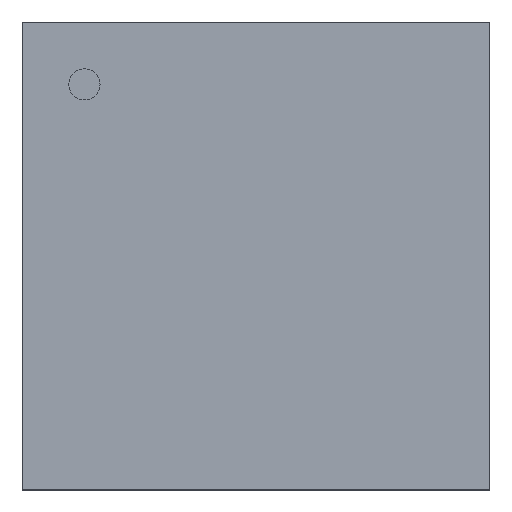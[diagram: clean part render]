
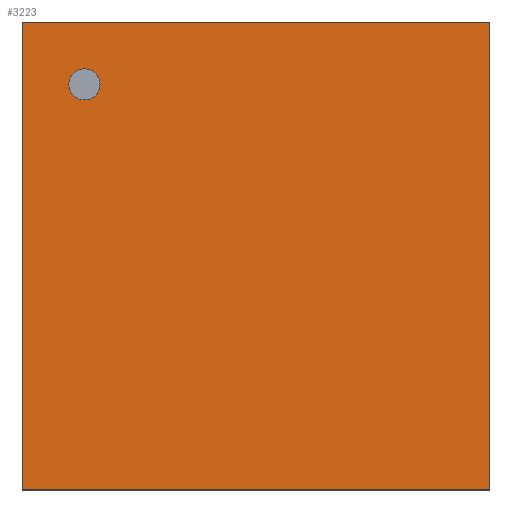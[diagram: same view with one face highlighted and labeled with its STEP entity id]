
A CAD part, top view. The second image highlights one B-rep face of the part: STEP entity #3223.
In plain terms, the highlighted planar face has unit normal (0, 0, 1).
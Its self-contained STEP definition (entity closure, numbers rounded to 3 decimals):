
#17=LINE('',#6017,#29);
#20=LINE('',#6023,#32);
#23=LINE('',#6029,#35);
#26=LINE('',#6033,#38);
#29=VECTOR('',#5147,15.);
#32=VECTOR('',#5152,15.);
#35=VECTOR('',#5157,15.);
#38=VECTOR('',#5162,15.);
#402=FACE_BOUND('',#1368,.T.);
#883=FACE_OUTER_BOUND('',#1367,.T.);
#1367=EDGE_LOOP('',(#2608,#2609,#2610,#2611));
#1368=EDGE_LOOP('',(#2612));
#1610=CIRCLE('',#3940,0.5);
#1850=VERTEX_POINT('',#6007);
#1853=VERTEX_POINT('',#6014);
#1854=VERTEX_POINT('',#6016);
#1856=VERTEX_POINT('',#6022);
#1858=VERTEX_POINT('',#6028);
#2098=EDGE_CURVE('',#1850,#1850,#1610,.T.);
#2101=EDGE_CURVE('',#1854,#1853,#17,.T.);
#2104=EDGE_CURVE('',#1856,#1854,#20,.T.);
#2107=EDGE_CURVE('',#1858,#1856,#23,.T.);
#2110=EDGE_CURVE('',#1853,#1858,#26,.T.);
#2608=ORIENTED_EDGE('',*,*,#2110,.T.);
#2609=ORIENTED_EDGE('',*,*,#2107,.T.);
#2610=ORIENTED_EDGE('',*,*,#2104,.T.);
#2611=ORIENTED_EDGE('',*,*,#2101,.T.);
#2612=ORIENTED_EDGE('',*,*,#2098,.T.);
#2859=PLANE('',#3947);
#3223=ADVANCED_FACE('',(#883,#402),#2859,.T.);
#3940=AXIS2_PLACEMENT_3D('',#6008,#5139,#5140);
#3947=AXIS2_PLACEMENT_3D('',#6035,#5165,#5166);
#5139=DIRECTION('center_axis',(0.,0.,-1.));
#5140=DIRECTION('ref_axis',(-1.,0.,0.));
#5147=DIRECTION('',(0.,1.,0.));
#5152=DIRECTION('',(1.,0.,0.));
#5157=DIRECTION('',(0.,-1.,0.));
#5162=DIRECTION('',(-1.,0.,0.));
#5165=DIRECTION('center_axis',(0.,0.,1.));
#5166=DIRECTION('ref_axis',(1.,0.,0.));
#6007=CARTESIAN_POINT('',(-5.,5.5,3.62));
#6008=CARTESIAN_POINT('Origin',(-5.5,5.5,3.62));
#6014=CARTESIAN_POINT('',(7.5,7.5,3.62));
#6016=CARTESIAN_POINT('',(7.5,-7.5,3.62));
#6017=CARTESIAN_POINT('',(7.5,7.5,3.62));
#6022=CARTESIAN_POINT('',(-7.5,-7.5,3.62));
#6023=CARTESIAN_POINT('',(7.5,-7.5,3.62));
#6028=CARTESIAN_POINT('',(-7.5,7.5,3.62));
#6029=CARTESIAN_POINT('',(-7.5,-7.5,3.62));
#6033=CARTESIAN_POINT('',(-7.5,7.5,3.62));
#6035=CARTESIAN_POINT('Origin',(0.,0.,3.62));
